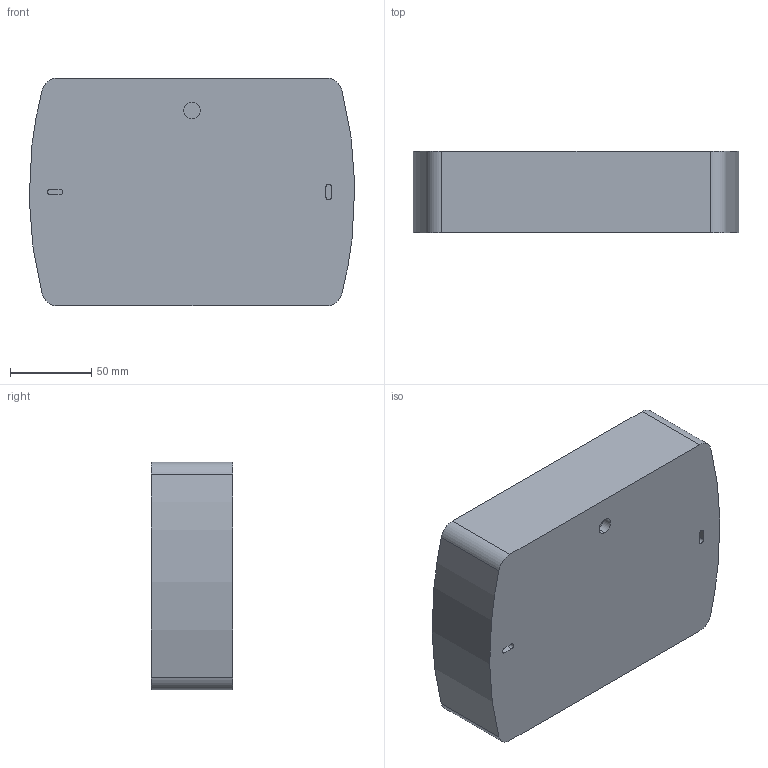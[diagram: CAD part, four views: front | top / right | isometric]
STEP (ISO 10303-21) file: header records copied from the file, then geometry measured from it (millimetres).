
FILE_DESCRIPTION (( 'STEP AP214' ), '1' );
FILE_NAME ('large box.STEP', '2024-02-21T18:54:32', ( '' ), ( '' ), 'SwSTEP 2.0', 'SolidWorks 2017', '' );
FILE_SCHEMA (( 'AUTOMOTIVE_DESIGN' ));
Length unit declared in the file: millimetre
Products named in the file (1): large box
Bounding box: 199.94 x 50 x 140 mm (x, y, z)
Volume: 1350537.4 mm3; surface area: 188380.5 mm2
Topology: 6 solids, 6 shells, 195 faces, 465 edges, 279 vertices
Faces by surface type: cylinder 111, cone 42, plane 36, bspline 6
Entity records: 5694 total; most frequent: CARTESIAN_POINT 1096, DIRECTION 1029, ORIENTED_EDGE 862, EDGE_CURVE 431, AXIS2_PLACEMENT_3D 420, VERTEX_POINT 279, EDGE_LOOP 232, CIRCLE 230
